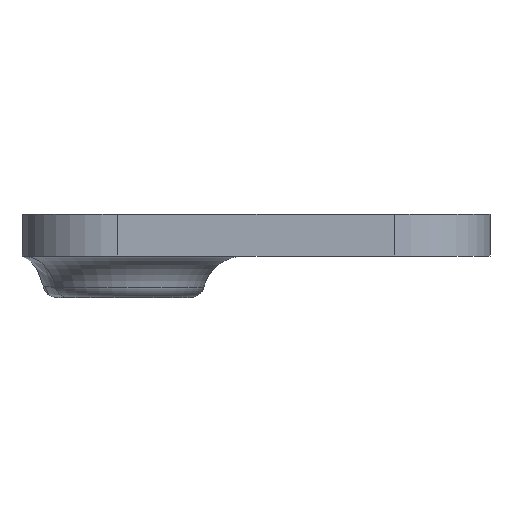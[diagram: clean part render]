
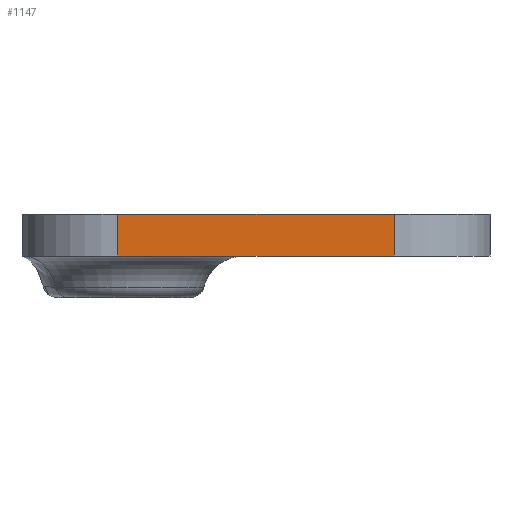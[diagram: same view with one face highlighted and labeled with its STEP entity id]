
A CAD part, front view. The second image highlights one B-rep face of the part: STEP entity #1147.
In plain terms, the highlighted planar face has unit normal (0, -1, 0).
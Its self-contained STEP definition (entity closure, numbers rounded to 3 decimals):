
#60 = ORIENTED_EDGE ( 'NONE', *, *, #799, .F. ) ;
#70 = DIRECTION ( 'NONE',  ( -1., 0., 0. ) ) ;
#95 = DIRECTION ( 'NONE',  ( 0., 0., -1. ) ) ;
#98 = DIRECTION ( 'NONE',  ( 0., -1., 0. ) ) ;
#108 = CARTESIAN_POINT ( 'NONE',  ( 56.811, -26.925, 75. ) ) ;
#110 = EDGE_CURVE ( 'NONE', #1382, #226, #1074, .T. ) ;
#132 = VECTOR ( 'NONE', #95, 1000. ) ;
#184 = FACE_OUTER_BOUND ( 'NONE', #576, .T. ) ;
#226 = VERTEX_POINT ( 'NONE', #867 ) ;
#239 = VECTOR ( 'NONE', #345, 1000. ) ;
#258 = VERTEX_POINT ( 'NONE', #676 ) ;
#266 = AXIS2_PLACEMENT_3D ( 'NONE', #1032, #98, #823 ) ;
#338 = CARTESIAN_POINT ( 'NONE',  ( 56.811, -26.925, 76.5 ) ) ;
#345 = DIRECTION ( 'NONE',  ( 0., 0., -1. ) ) ;
#355 = EDGE_CURVE ( 'NONE', #226, #258, #1314, .T. ) ;
#576 = EDGE_LOOP ( 'NONE', ( #60, #909, #1217, #753 ) ) ;
#626 = EDGE_CURVE ( 'NONE', #1382, #1365, #1059, .T. ) ;
#627 = CARTESIAN_POINT ( 'NONE',  ( 56.811, -26.925, 76.5 ) ) ;
#676 = CARTESIAN_POINT ( 'NONE',  ( 46.811, -26.925, 75. ) ) ;
#717 = CARTESIAN_POINT ( 'NONE',  ( 46.811, -26.925, 75. ) ) ;
#753 = ORIENTED_EDGE ( 'NONE', *, *, #355, .T. ) ;
#799 = EDGE_CURVE ( 'NONE', #1365, #258, #1167, .T. ) ;
#823 = DIRECTION ( 'NONE',  ( 0., 0., -1. ) ) ;
#834 = VECTOR ( 'NONE', #1195, 1000. ) ;
#867 = CARTESIAN_POINT ( 'NONE',  ( 46.811, -26.925, 76.5 ) ) ;
#873 = CARTESIAN_POINT ( 'NONE',  ( 46.811, -26.925, 76.5 ) ) ;
#909 = ORIENTED_EDGE ( 'NONE', *, *, #626, .F. ) ;
#1017 = CARTESIAN_POINT ( 'NONE',  ( 46.811, -26.925, 76.5 ) ) ;
#1032 = CARTESIAN_POINT ( 'NONE',  ( 46.811, -26.925, 76.5 ) ) ;
#1059 = LINE ( 'NONE', #627, #132 ) ;
#1063 = PLANE ( 'NONE',  #266 ) ;
#1074 = LINE ( 'NONE', #873, #834 ) ;
#1147 = ADVANCED_FACE ( 'NONE', ( #184 ), #1063, .T. ) ;
#1167 = LINE ( 'NONE', #717, #1400 ) ;
#1195 = DIRECTION ( 'NONE',  ( -1., 0., 0. ) ) ;
#1217 = ORIENTED_EDGE ( 'NONE', *, *, #110, .T. ) ;
#1314 = LINE ( 'NONE', #1017, #239 ) ;
#1365 = VERTEX_POINT ( 'NONE', #108 ) ;
#1382 = VERTEX_POINT ( 'NONE', #338 ) ;
#1400 = VECTOR ( 'NONE', #70, 1000. ) ;
